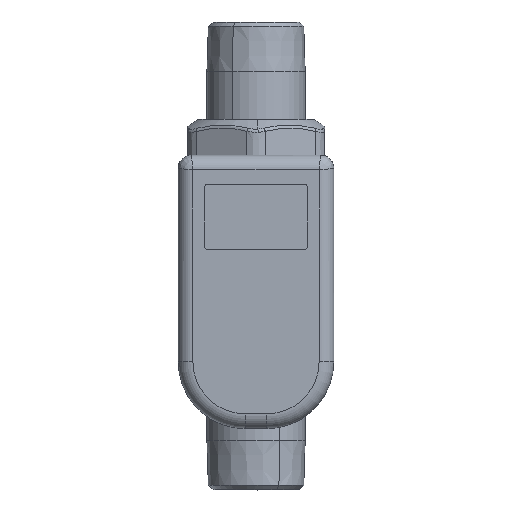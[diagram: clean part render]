
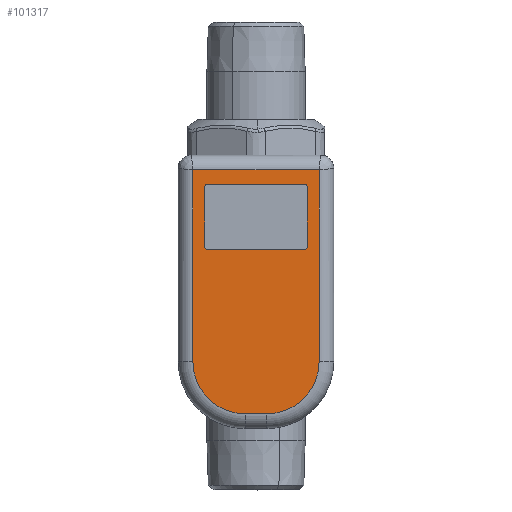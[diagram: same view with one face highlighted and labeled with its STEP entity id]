
A CAD part, top view. The second image highlights one B-rep face of the part: STEP entity #101317.
In plain terms, the highlighted planar face has unit normal (0, 0, 1).
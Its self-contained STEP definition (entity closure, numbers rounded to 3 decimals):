
#96706=CARTESIAN_POINT('Vertex',(17.484,3.117,90.7)) ;
#96713=CARTESIAN_POINT('Vertex',(16.484,2.117,90.7)) ;
#96716=CARTESIAN_POINT('Axis2P3D Location',(16.484,3.117,90.7)) ;
#96733=CARTESIAN_POINT('Line Origine',(17.484,13.117,90.7)) ;
#96737=CARTESIAN_POINT('Vertex',(17.484,23.117,90.7)) ;
#96761=CARTESIAN_POINT('Vertex',(16.484,24.117,90.7)) ;
#96764=CARTESIAN_POINT('Axis2P3D Location',(16.484,23.117,90.7)) ;
#96785=CARTESIAN_POINT('Vertex',(-16.516,24.117,90.7)) ;
#96788=CARTESIAN_POINT('Line Origine',(-0.016,24.117,90.7)) ;
#96809=CARTESIAN_POINT('Vertex',(-17.516,23.117,90.7)) ;
#96812=CARTESIAN_POINT('Axis2P3D Location',(-16.516,23.117,90.7)) ;
#96829=CARTESIAN_POINT('Line Origine',(-17.516,13.117,90.7)) ;
#96833=CARTESIAN_POINT('Vertex',(-17.516,3.117,90.7)) ;
#96857=CARTESIAN_POINT('Vertex',(-16.516,2.117,90.7)) ;
#96860=CARTESIAN_POINT('Axis2P3D Location',(-16.516,3.117,90.7)) ;
#96877=CARTESIAN_POINT('Line Origine',(-0.016,2.117,90.7)) ;
#101252=CARTESIAN_POINT('Axis2P3D Location',(-0.016,0.167,90.7)) ;
#101257=CARTESIAN_POINT('Line Origine',(-0.016,29.117,90.7)) ;
#101261=CARTESIAN_POINT('Vertex',(-21.466,29.117,90.7)) ;
#101263=CARTESIAN_POINT('Vertex',(21.434,29.117,90.7)) ;
#101266=CARTESIAN_POINT('Line Origine',(-21.466,-3.458,90.7)) ;
#101270=CARTESIAN_POINT('Vertex',(-21.466,-36.033,90.7)) ;
#101273=CARTESIAN_POINT('Axis2P3D Location',(-3.716,-36.033,90.7)) ;
#101277=CARTESIAN_POINT('Vertex',(-3.716,-53.783,90.7)) ;
#101280=CARTESIAN_POINT('Line Origine',(-0.016,-53.783,90.7)) ;
#101284=CARTESIAN_POINT('Vertex',(3.684,-53.783,90.7)) ;
#101287=CARTESIAN_POINT('Axis2P3D Location',(3.684,-36.033,90.7)) ;
#101291=CARTESIAN_POINT('Vertex',(21.434,-36.033,90.7)) ;
#101294=CARTESIAN_POINT('Line Origine',(21.434,-3.458,90.7)) ;
#96717=DIRECTION('Axis2P3D Direction',(0.,0.,-1.)) ;
#96734=DIRECTION('Vector Direction',(0.,1.,0.)) ;
#96765=DIRECTION('Axis2P3D Direction',(0.,0.,-1.)) ;
#96789=DIRECTION('Vector Direction',(1.,0.,0.)) ;
#96813=DIRECTION('Axis2P3D Direction',(0.,0.,-1.)) ;
#96830=DIRECTION('Vector Direction',(0.,-1.,0.)) ;
#96861=DIRECTION('Axis2P3D Direction',(0.,0.,-1.)) ;
#96878=DIRECTION('Vector Direction',(-1.,0.,0.)) ;
#101253=DIRECTION('Axis2P3D Direction',(0.,0.,-1.)) ;
#101254=DIRECTION('Axis2P3D XDirection',(-1.,0.,0.)) ;
#101258=DIRECTION('Vector Direction',(-1.,0.,0.)) ;
#101267=DIRECTION('Vector Direction',(0.,1.,0.)) ;
#101274=DIRECTION('Axis2P3D Direction',(0.,0.,-1.)) ;
#101281=DIRECTION('Vector Direction',(-1.,0.,0.)) ;
#101288=DIRECTION('Axis2P3D Direction',(0.,0.,-1.)) ;
#101295=DIRECTION('Vector Direction',(0.,1.,0.)) ;
#96718=AXIS2_PLACEMENT_3D('Circle Axis2P3D',#96716,#96717,$) ;
#96766=AXIS2_PLACEMENT_3D('Circle Axis2P3D',#96764,#96765,$) ;
#96814=AXIS2_PLACEMENT_3D('Circle Axis2P3D',#96812,#96813,$) ;
#96862=AXIS2_PLACEMENT_3D('Circle Axis2P3D',#96860,#96861,$) ;
#101255=AXIS2_PLACEMENT_3D('Plane Axis2P3D',#101252,#101253,#101254) ;
#101275=AXIS2_PLACEMENT_3D('Circle Axis2P3D',#101273,#101274,$) ;
#101289=AXIS2_PLACEMENT_3D('Circle Axis2P3D',#101287,#101288,$) ;
#101300=ORIENTED_EDGE('',*,*,#101265,.F.) ;
#101301=ORIENTED_EDGE('',*,*,#101272,.F.) ;
#101302=ORIENTED_EDGE('',*,*,#101279,.F.) ;
#101303=ORIENTED_EDGE('',*,*,#101286,.F.) ;
#101304=ORIENTED_EDGE('',*,*,#101293,.F.) ;
#101305=ORIENTED_EDGE('',*,*,#101298,.F.) ;
#101308=ORIENTED_EDGE('',*,*,#96881,.F.) ;
#101309=ORIENTED_EDGE('',*,*,#96864,.T.) ;
#101310=ORIENTED_EDGE('',*,*,#96835,.F.) ;
#101311=ORIENTED_EDGE('',*,*,#96816,.T.) ;
#101312=ORIENTED_EDGE('',*,*,#96792,.F.) ;
#101313=ORIENTED_EDGE('',*,*,#96768,.T.) ;
#101314=ORIENTED_EDGE('',*,*,#96739,.F.) ;
#101315=ORIENTED_EDGE('',*,*,#96720,.T.) ;
#101316=FACE_BOUND('',#101307,.T.) ;
#96735=VECTOR('Line Direction',#96734,1.) ;
#96790=VECTOR('Line Direction',#96789,1.) ;
#96831=VECTOR('Line Direction',#96830,1.) ;
#96879=VECTOR('Line Direction',#96878,1.) ;
#101259=VECTOR('Line Direction',#101258,1.) ;
#101268=VECTOR('Line Direction',#101267,1.) ;
#101282=VECTOR('Line Direction',#101281,1.) ;
#101296=VECTOR('Line Direction',#101295,1.) ;
#101317=ADVANCED_FACE('PartBody',(#101306,#101316),#101256,.F.) ;
#96719=CIRCLE('generated circle',#96718,1.) ;
#96767=CIRCLE('generated circle',#96766,1.) ;
#96815=CIRCLE('generated circle',#96814,1.) ;
#96863=CIRCLE('generated circle',#96862,1.) ;
#101276=CIRCLE('generated circle',#101275,17.75) ;
#101290=CIRCLE('generated circle',#101289,17.75) ;
#96720=EDGE_CURVE('',#96707,#96714,#96719,.T.) ;
#96739=EDGE_CURVE('',#96707,#96738,#96736,.T.) ;
#96768=EDGE_CURVE('',#96762,#96738,#96767,.T.) ;
#96792=EDGE_CURVE('',#96762,#96786,#96791,.F.) ;
#96816=EDGE_CURVE('',#96810,#96786,#96815,.T.) ;
#96835=EDGE_CURVE('',#96810,#96834,#96832,.T.) ;
#96864=EDGE_CURVE('',#96858,#96834,#96863,.T.) ;
#96881=EDGE_CURVE('',#96858,#96714,#96880,.F.) ;
#101265=EDGE_CURVE('',#101262,#101264,#101260,.F.) ;
#101272=EDGE_CURVE('',#101271,#101262,#101269,.T.) ;
#101279=EDGE_CURVE('',#101278,#101271,#101276,.T.) ;
#101286=EDGE_CURVE('',#101285,#101278,#101283,.T.) ;
#101293=EDGE_CURVE('',#101292,#101285,#101290,.T.) ;
#101298=EDGE_CURVE('',#101264,#101292,#101297,.F.) ;
#101299=EDGE_LOOP('',(#101300,#101301,#101302,#101303,#101304,#101305)) ;
#101307=EDGE_LOOP('',(#101308,#101309,#101310,#101311,#101312,#101313,#101314,#101315)) ;
#101306=FACE_OUTER_BOUND('',#101299,.T.) ;
#96736=LINE('Line',#96733,#96735) ;
#96791=LINE('Line',#96788,#96790) ;
#96832=LINE('Line',#96829,#96831) ;
#96880=LINE('Line',#96877,#96879) ;
#101260=LINE('Line',#101257,#101259) ;
#101269=LINE('Line',#101266,#101268) ;
#101283=LINE('Line',#101280,#101282) ;
#101297=LINE('Line',#101294,#101296) ;
#101256=PLANE('',#101255) ;
#96707=VERTEX_POINT('',#96706) ;
#96714=VERTEX_POINT('',#96713) ;
#96738=VERTEX_POINT('',#96737) ;
#96762=VERTEX_POINT('',#96761) ;
#96786=VERTEX_POINT('',#96785) ;
#96810=VERTEX_POINT('',#96809) ;
#96834=VERTEX_POINT('',#96833) ;
#96858=VERTEX_POINT('',#96857) ;
#101262=VERTEX_POINT('',#101261) ;
#101264=VERTEX_POINT('',#101263) ;
#101271=VERTEX_POINT('',#101270) ;
#101278=VERTEX_POINT('',#101277) ;
#101285=VERTEX_POINT('',#101284) ;
#101292=VERTEX_POINT('',#101291) ;
